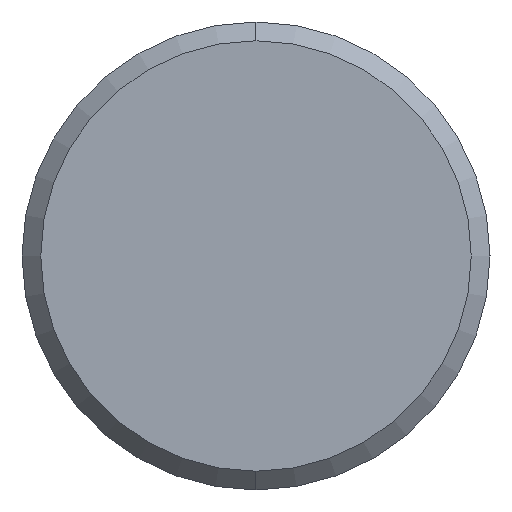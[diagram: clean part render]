
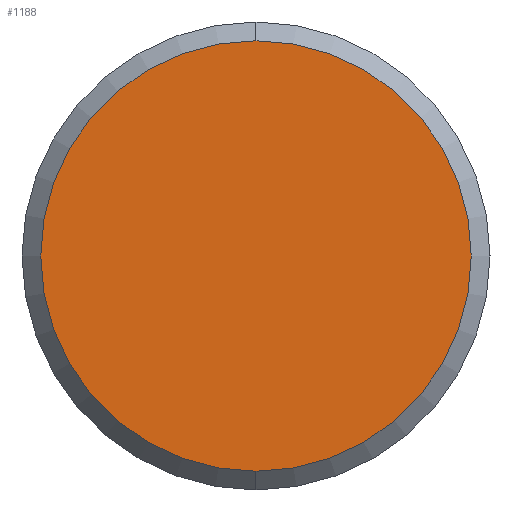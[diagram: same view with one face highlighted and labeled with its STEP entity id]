
A CAD part, left-side view. The second image highlights one B-rep face of the part: STEP entity #1188.
In plain terms, the highlighted planar face has unit normal (-1, 0, 0).
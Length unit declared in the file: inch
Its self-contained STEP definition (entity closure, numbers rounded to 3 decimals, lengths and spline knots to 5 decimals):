
#33 = DIRECTION ( 'NONE',  ( 0., 0., 1. ) ) ;
#197 = EDGE_LOOP ( 'NONE', ( #442, #852 ) ) ;
#299 = CARTESIAN_POINT ( 'NONE',  ( 0., 0., 0. ) ) ;
#312 = EDGE_CURVE ( 'NONE', #328, #376, #1696, .T. ) ;
#319 = CARTESIAN_POINT ( 'NONE',  ( 0., 0., 0. ) ) ;
#328 = VERTEX_POINT ( 'NONE', #1424 ) ;
#329 = DIRECTION ( 'NONE',  ( 0., 0., 1. ) ) ;
#364 = DIRECTION ( 'NONE',  ( -1., 0., 0. ) ) ;
#376 = VERTEX_POINT ( 'NONE', #550 ) ;
#442 = ORIENTED_EDGE ( 'NONE', *, *, #312, .T. ) ;
#495 = AXIS2_PLACEMENT_3D ( 'NONE', #1726, #364, #33 ) ;
#550 = CARTESIAN_POINT ( 'NONE',  ( 0., 0., 0.11485 ) ) ;
#599 = DIRECTION ( 'NONE',  ( 0., 0., 1. ) ) ;
#777 = AXIS2_PLACEMENT_3D ( 'NONE', #319, #1402, #329 ) ;
#823 = FACE_OUTER_BOUND ( 'NONE', #197, .T. ) ;
#852 = ORIENTED_EDGE ( 'NONE', *, *, #1897, .T. ) ;
#901 = DIRECTION ( 'NONE',  ( -1., 0., 0. ) ) ;
#1188 = ADVANCED_FACE ( 'NONE', ( #823 ), #1612, .T. ) ;
#1328 = CIRCLE ( 'NONE', #1687, 0.11485 ) ;
#1402 = DIRECTION ( 'NONE',  ( -1., 0., 0. ) ) ;
#1424 = CARTESIAN_POINT ( 'NONE',  ( 0., 0., -0.11485 ) ) ;
#1612 = PLANE ( 'NONE',  #495 ) ;
#1687 = AXIS2_PLACEMENT_3D ( 'NONE', #299, #901, #599 ) ;
#1696 = CIRCLE ( 'NONE', #777, 0.11485 ) ;
#1726 = CARTESIAN_POINT ( 'NONE',  ( 0., 0., 0. ) ) ;
#1897 = EDGE_CURVE ( 'NONE', #376, #328, #1328, .T. ) ;
